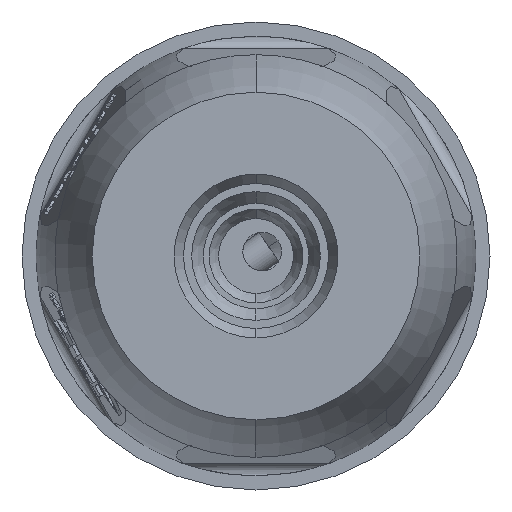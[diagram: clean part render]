
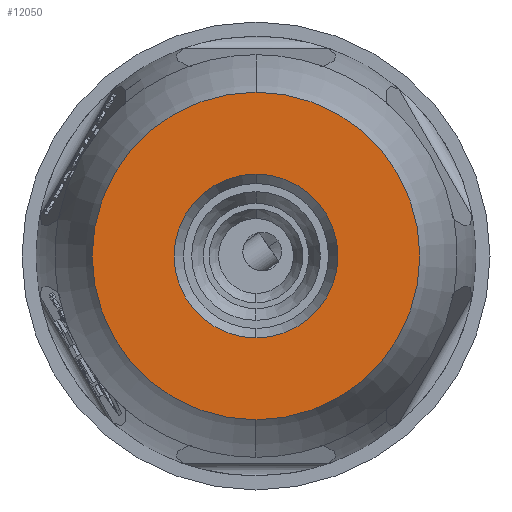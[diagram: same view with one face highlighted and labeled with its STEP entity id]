
A CAD part, left-side view. The second image highlights one B-rep face of the part: STEP entity #12050.
In plain terms, the highlighted planar face has unit normal (-1, 0, 0).
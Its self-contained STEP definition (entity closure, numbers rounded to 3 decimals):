
#870 = DIRECTION ( 'NONE',  ( -1., 0., 0. ) ) ;
#1533 = DIRECTION ( 'NONE',  ( 0., 0., 1. ) ) ;
#2872 = AXIS2_PLACEMENT_3D ( 'NONE', #13947, #36781, #17224 ) ;
#5067 = EDGE_LOOP ( 'NONE', ( #19758, #13246 ) ) ;
#5561 = VERTEX_POINT ( 'NONE', #12810 ) ;
#6571 = VERTEX_POINT ( 'NONE', #23795 ) ;
#12050 = ADVANCED_FACE ( 'NONE', ( #22133, #13427 ), #41285, .F. ) ;
#12810 = CARTESIAN_POINT ( 'NONE',  ( 0., 0., 7. ) ) ;
#13186 = AXIS2_PLACEMENT_3D ( 'NONE', #40483, #20973, #1533 ) ;
#13246 = ORIENTED_EDGE ( 'NONE', *, *, #21107, .F. ) ;
#13427 = FACE_OUTER_BOUND ( 'NONE', #38933, .T. ) ;
#13947 = CARTESIAN_POINT ( 'NONE',  ( 0., 0., 0. ) ) ;
#15655 = CARTESIAN_POINT ( 'NONE',  ( 0., 0., -14. ) ) ;
#16377 = CARTESIAN_POINT ( 'NONE',  ( 0., 0., 0. ) ) ;
#16695 = EDGE_CURVE ( 'NONE', #6571, #22416, #29528, .T. ) ;
#17224 = DIRECTION ( 'NONE',  ( 0., 0., 1. ) ) ;
#17882 = EDGE_CURVE ( 'NONE', #5561, #30639, #21196, .T. ) ;
#18598 = DIRECTION ( 'NONE',  ( 1., 0., 0. ) ) ;
#18643 = AXIS2_PLACEMENT_3D ( 'NONE', #38124, #18598, #41435 ) ;
#18707 = AXIS2_PLACEMENT_3D ( 'NONE', #20250, #870, #23566 ) ;
#19305 = ORIENTED_EDGE ( 'NONE', *, *, #16695, .T. ) ;
#19646 = DIRECTION ( 'NONE',  ( 0., 0., 1. ) ) ;
#19758 = ORIENTED_EDGE ( 'NONE', *, *, #17882, .F. ) ;
#19889 = CIRCLE ( 'NONE', #2872, 7. ) ;
#20250 = CARTESIAN_POINT ( 'NONE',  ( 0., 0., 0. ) ) ;
#20712 = ORIENTED_EDGE ( 'NONE', *, *, #31796, .T. ) ;
#20973 = DIRECTION ( 'NONE',  ( -1., 0., 0. ) ) ;
#21107 = EDGE_CURVE ( 'NONE', #30639, #5561, #19889, .T. ) ;
#21196 = CIRCLE ( 'NONE', #18707, 7. ) ;
#22133 = FACE_BOUND ( 'NONE', #5067, .T. ) ;
#22416 = VERTEX_POINT ( 'NONE', #15655 ) ;
#23566 = DIRECTION ( 'NONE',  ( 0., 0., 1. ) ) ;
#23795 = CARTESIAN_POINT ( 'NONE',  ( 0., 0., 14. ) ) ;
#24250 = AXIS2_PLACEMENT_3D ( 'NONE', #16377, #39203, #19646 ) ;
#25050 = CARTESIAN_POINT ( 'NONE',  ( 0., 0., -7. ) ) ;
#29528 = CIRCLE ( 'NONE', #24250, 14. ) ;
#30639 = VERTEX_POINT ( 'NONE', #25050 ) ;
#31796 = EDGE_CURVE ( 'NONE', #22416, #6571, #40521, .T. ) ;
#36781 = DIRECTION ( 'NONE',  ( -1., 0., 0. ) ) ;
#38124 = CARTESIAN_POINT ( 'NONE',  ( 0., 7., 0. ) ) ;
#38933 = EDGE_LOOP ( 'NONE', ( #19305, #20712 ) ) ;
#39203 = DIRECTION ( 'NONE',  ( -1., 0., 0. ) ) ;
#40483 = CARTESIAN_POINT ( 'NONE',  ( 0., 0., 0. ) ) ;
#40521 = CIRCLE ( 'NONE', #13186, 14. ) ;
#41285 = PLANE ( 'NONE',  #18643 ) ;
#41435 = DIRECTION ( 'NONE',  ( 0., 0., -1. ) ) ;
